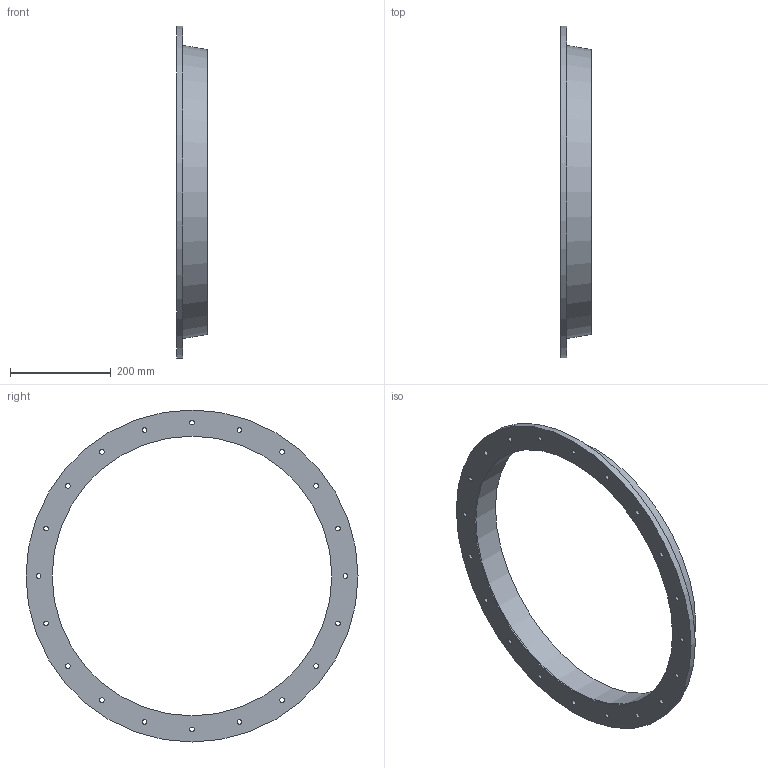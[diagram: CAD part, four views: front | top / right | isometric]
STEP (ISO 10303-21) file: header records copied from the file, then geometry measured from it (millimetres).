
FILE_DESCRIPTION( ( 'STEP AP214' ), '1' );
FILE_NAME( '7000502H.stp', '2021-12-20T08:21:07', ( 'License CC BY-ND 4.0' ), ( 'CADENAS' ), ' ', 'PARTsolutions', ' ' );
FILE_SCHEMA( ( 'AUTOMOTIVE_DESIGN { 1 0 10303 214 1 1 1 1 }' ) );
Length unit declared in the file: millimetre
Products named in the file (1): _7000502H
Bounding box: 60 x 660 x 660 mm (x, y, z)
Volume: 1762816.7 mm3; surface area: 406066.7 mm2
Topology: 1 solids, 1 shells, 28 faces, 72 edges, 48 vertices
Faces by surface type: cylinder 23, plane 4, cone 1
Full cylindrical faces by diameter (mm): 9.5 x20, 556 x1, 560 x1, 660 x1
Entity records: 1088 total; most frequent: DIRECTION 154, CARTESIAN_POINT 125, EDGE_LOOP 96, ORIENTED_EDGE 96, AXIS2_PLACEMENT_3D 77, FACE_OUTER_BOUND 51, EDGE_CURVE 48, VERTEX_POINT 48
